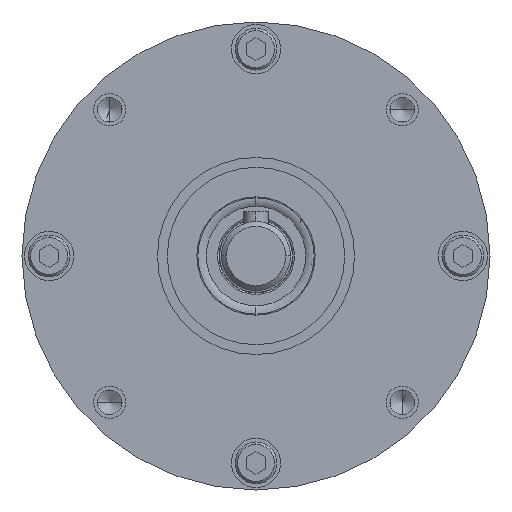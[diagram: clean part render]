
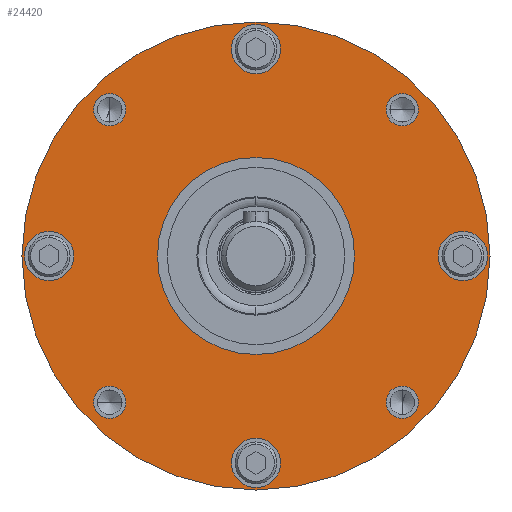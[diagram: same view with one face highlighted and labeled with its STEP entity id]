
A CAD part, left-side view. The second image highlights one B-rep face of the part: STEP entity #24420.
In plain terms, the highlighted planar face has unit normal (-1, 0, 0).
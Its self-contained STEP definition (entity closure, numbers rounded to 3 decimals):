
#10690=CARTESIAN_POINT('',(21.,26.398,
-29.698));
#10700=VERTEX_POINT('',#10690);
#10730=CARTESIAN_POINT('',(21.,29.698,
-29.698));
#10740=DIRECTION('',(-1.,0.,0.));
#10750=DIRECTION('',(0.,-1.,0.));
#10760=AXIS2_PLACEMENT_3D('',#10730,#10740,#10750);
#10770=CIRCLE('',#10760,3.3);
#10780=CARTESIAN_POINT('',(21.,32.998,
-29.698));
#10790=VERTEX_POINT('',#10780);
#10800=EDGE_CURVE('',#10790,#10700,#10770,.T.);
#22840=CARTESIAN_POINT('',(21.,-20.,0.));
#22850=VERTEX_POINT('',#22840);
#22880=CARTESIAN_POINT('',(21.,0.,0.));
#22890=DIRECTION('',(-1.,0.,0.));
#22900=DIRECTION('',(0.,-1.,0.));
#22910=AXIS2_PLACEMENT_3D('',#22880,#22890,#22900);
#22920=CIRCLE('',#22910,20.);
#22930=CARTESIAN_POINT('',(21.,20.,0.));
#22940=VERTEX_POINT('',#22930);
#22950=EDGE_CURVE('',#22940,#22850,#22920,.T.);
#23070=CARTESIAN_POINT('',(21.,24.348,
9.492));
#23080=DIRECTION('',(-1.,0.,0.));
#23090=DIRECTION('',(0.,1.,0.));
#23100=AXIS2_PLACEMENT_3D('',#23070,#23080,#23090);
#23110=PLANE('',#23100);
#23120=CARTESIAN_POINT('',(21.,0.,-42.));
#23130=DIRECTION('',(-1.,0.,0.));
#23140=DIRECTION('',(0.,-1.,0.));
#23150=AXIS2_PLACEMENT_3D('',#23120,#23130,#23140);
#23160=CIRCLE('',#23150,5.);
#23170=CARTESIAN_POINT('',(21.,-5.,-42.));
#23180=VERTEX_POINT('',#23170);
#23190=CARTESIAN_POINT('',(21.,5.,-42.));
#23200=VERTEX_POINT('',#23190);
#23210=EDGE_CURVE('',#23180,#23200,#23160,.T.);
#23220=ORIENTED_EDGE('',*,*,#23210,.F.);
#23230=EDGE_CURVE('',#23200,#23180,#23160,.T.);
#23240=ORIENTED_EDGE('',*,*,#23230,.F.);
#23250=EDGE_LOOP('',(#23240,#23220));
#23260=FACE_BOUND('',#23250,.T.);
#23270=CARTESIAN_POINT('',(21.,42.,0.));
#23280=DIRECTION('',(-1.,0.,0.));
#23290=DIRECTION('',(-0.,0.,-1.));
#23300=AXIS2_PLACEMENT_3D('',#23270,#23280,#23290);
#23310=CIRCLE('',#23300,5.);
#23320=CARTESIAN_POINT('',(21.,42.,-5.));
#23330=VERTEX_POINT('',#23320);
#23340=CARTESIAN_POINT('',(21.,42.,5.));
#23350=VERTEX_POINT('',#23340);
#23360=EDGE_CURVE('',#23330,#23350,#23310,.T.);
#23370=ORIENTED_EDGE('',*,*,#23360,.F.);
#23380=EDGE_CURVE('',#23350,#23330,#23310,.T.);
#23390=ORIENTED_EDGE('',*,*,#23380,.F.);
#23400=EDGE_LOOP('',(#23390,#23370));
#23410=FACE_BOUND('',#23400,.T.);
#23420=CARTESIAN_POINT('',(21.,0.,42.));
#23430=DIRECTION('',(-1.,0.,0.));
#23440=DIRECTION('',(0.,1.,0.));
#23450=AXIS2_PLACEMENT_3D('',#23420,#23430,#23440);
#23460=CIRCLE('',#23450,5.);
#23470=CARTESIAN_POINT('',(21.,5.,42.));
#23480=VERTEX_POINT('',#23470);
#23490=CARTESIAN_POINT('',(21.,-5.,42.));
#23500=VERTEX_POINT('',#23490);
#23510=EDGE_CURVE('',#23480,#23500,#23460,.T.);
#23520=ORIENTED_EDGE('',*,*,#23510,.F.);
#23530=EDGE_CURVE('',#23500,#23480,#23460,.T.);
#23540=ORIENTED_EDGE('',*,*,#23530,.F.);
#23550=EDGE_LOOP('',(#23540,#23520));
#23560=FACE_BOUND('',#23550,.T.);
#23570=EDGE_CURVE('',#10700,#10790,#10770,.T.);
#23580=ORIENTED_EDGE('',*,*,#23570,.F.);
#23590=ORIENTED_EDGE('',*,*,#10800,.F.);
#23600=EDGE_LOOP('',(#23590,#23580));
#23610=FACE_BOUND('',#23600,.T.);
#23620=CARTESIAN_POINT('',(21.,-29.698,
-29.698));
#23630=DIRECTION('',(-1.,0.,0.));
#23640=DIRECTION('',(0.,0.,1.));
#23650=AXIS2_PLACEMENT_3D('',#23620,#23630,#23640);
#23660=CIRCLE('',#23650,3.3);
#23670=CARTESIAN_POINT('',(21.,-29.698,
-26.398));
#23680=VERTEX_POINT('',#23670);
#23690=CARTESIAN_POINT('',(21.,-29.698,
-32.998));
#23700=VERTEX_POINT('',#23690);
#23710=EDGE_CURVE('',#23680,#23700,#23660,.T.);
#23720=ORIENTED_EDGE('',*,*,#23710,.F.);
#23730=EDGE_CURVE('',#23700,#23680,#23660,.T.);
#23740=ORIENTED_EDGE('',*,*,#23730,.F.);
#23750=EDGE_LOOP('',(#23740,#23720));
#23760=FACE_BOUND('',#23750,.T.);
#23770=CARTESIAN_POINT('',(21.,-29.698,
29.698));
#23780=DIRECTION('',(-1.,0.,0.));
#23790=DIRECTION('',(0.,1.,0.));
#23800=AXIS2_PLACEMENT_3D('',#23770,#23780,#23790);
#23810=CIRCLE('',#23800,3.3);
#23820=CARTESIAN_POINT('',(21.,-26.398,
29.698));
#23830=VERTEX_POINT('',#23820);
#23840=CARTESIAN_POINT('',(21.,-32.998,
29.698));
#23850=VERTEX_POINT('',#23840);
#23860=EDGE_CURVE('',#23830,#23850,#23810,.T.);
#23870=ORIENTED_EDGE('',*,*,#23860,.F.);
#23880=EDGE_CURVE('',#23850,#23830,#23810,.T.);
#23890=ORIENTED_EDGE('',*,*,#23880,.F.);
#23900=EDGE_LOOP('',(#23890,#23870));
#23910=FACE_BOUND('',#23900,.T.);
#23920=CARTESIAN_POINT('',(21.,29.698,
29.698));
#23930=DIRECTION('',(-1.,0.,0.));
#23940=DIRECTION('',(-0.,0.,-1.));
#23950=AXIS2_PLACEMENT_3D('',#23920,#23930,#23940);
#23960=CIRCLE('',#23950,3.3);
#23970=CARTESIAN_POINT('',(21.,29.698,
26.398));
#23980=VERTEX_POINT('',#23970);
#23990=CARTESIAN_POINT('',(21.,29.698,
32.998));
#24000=VERTEX_POINT('',#23990);
#24010=EDGE_CURVE('',#23980,#24000,#23960,.T.);
#24020=ORIENTED_EDGE('',*,*,#24010,.F.);
#24030=EDGE_CURVE('',#24000,#23980,#23960,.T.);
#24040=ORIENTED_EDGE('',*,*,#24030,.F.);
#24050=EDGE_LOOP('',(#24040,#24020));
#24060=FACE_BOUND('',#24050,.T.);
#24070=EDGE_CURVE('',#22850,#22940,#22920,.T.);
#24080=ORIENTED_EDGE('',*,*,#24070,.F.);
#24090=ORIENTED_EDGE('',*,*,#22950,.F.);
#24100=EDGE_LOOP('',(#24090,#24080));
#24110=FACE_BOUND('',#24100,.T.);
#24120=CARTESIAN_POINT('',(21.,-42.,0.));
#24130=DIRECTION('',(-1.,0.,0.));
#24140=DIRECTION('',(0.,0.,1.));
#24150=AXIS2_PLACEMENT_3D('',#24120,#24130,#24140);
#24160=CIRCLE('',#24150,5.);
#24170=CARTESIAN_POINT('',(21.,-42.,5.));
#24180=VERTEX_POINT('',#24170);
#24190=CARTESIAN_POINT('',(21.,-42.,-5.));
#24200=VERTEX_POINT('',#24190);
#24210=EDGE_CURVE('',#24180,#24200,#24160,.T.);
#24220=ORIENTED_EDGE('',*,*,#24210,.F.);
#24230=EDGE_CURVE('',#24200,#24180,#24160,.T.);
#24240=ORIENTED_EDGE('',*,*,#24230,.F.);
#24250=EDGE_LOOP('',(#24240,#24220));
#24260=FACE_BOUND('',#24250,.T.);
#24270=CARTESIAN_POINT('',(21.,0.,0.));
#24280=DIRECTION('',(-1.,0.,0.));
#24290=DIRECTION('',(0.,1.,0.));
#24300=AXIS2_PLACEMENT_3D('',#24270,#24280,#24290);
#24310=CIRCLE('',#24300,47.5);
#24320=CARTESIAN_POINT('',(21.,47.5,0.));
#24330=VERTEX_POINT('',#24320);
#24340=CARTESIAN_POINT('',(21.,-47.5,0.)
);
#24350=VERTEX_POINT('',#24340);
#24360=EDGE_CURVE('',#24330,#24350,#24310,.T.);
#24370=ORIENTED_EDGE('',*,*,#24360,.T.);
#24380=EDGE_CURVE('',#24350,#24330,#24310,.T.);
#24390=ORIENTED_EDGE('',*,*,#24380,.T.);
#24400=EDGE_LOOP('',(#24390,#24370));
#24410=FACE_OUTER_BOUND('',#24400,.T.);
#24420=ADVANCED_FACE('',(#23260,#23410,#23560,#23610,#23760,#23910,
#24060,#24110,#24260,#24410),#23110,.T.);
